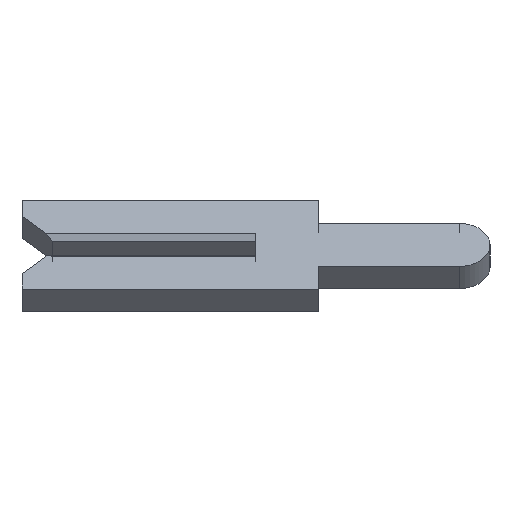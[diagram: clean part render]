
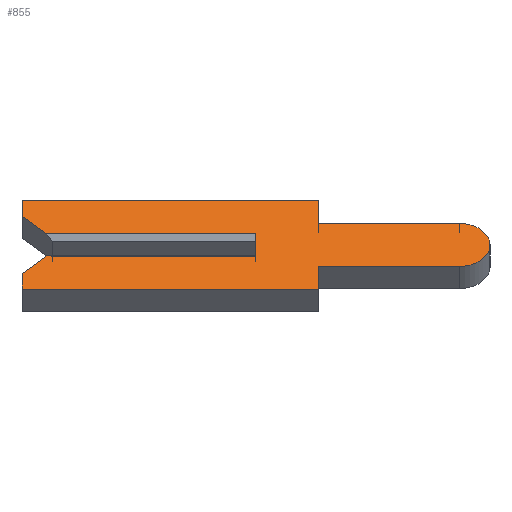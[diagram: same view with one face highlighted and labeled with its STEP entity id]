
A CAD part, left-side view. The second image highlights one B-rep face of the part: STEP entity #855.
In plain terms, the highlighted face is planar.
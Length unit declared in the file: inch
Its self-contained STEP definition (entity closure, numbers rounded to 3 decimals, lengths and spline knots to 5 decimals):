
#7 = EDGE_CURVE ( 'NONE', #1134, #1610, #468, .T. ) ;
#36 = VERTEX_POINT ( 'NONE', #183 ) ;
#50 = CARTESIAN_POINT ( 'NONE',  ( -0.01, -0.1305, -0.01 ) ) ;
#74 = CARTESIAN_POINT ( 'NONE',  ( -0.01, 0.15, 0.026 ) ) ;
#75 = VECTOR ( 'NONE', #1147, 39.37008 ) ;
#80 = ORIENTED_EDGE ( 'NONE', *, *, #123, .F. ) ;
#96 = CARTESIAN_POINT ( 'NONE',  ( -0.01, -0.04, 0.0195 ) ) ;
#99 = CARTESIAN_POINT ( 'NONE',  ( -0.01, -0.1305, 0. ) ) ;
#115 = LINE ( 'NONE', #96, #429 ) ;
#119 = DIRECTION ( 'NONE',  ( 0., 0., -1. ) ) ;
#123 = EDGE_CURVE ( 'NONE', #621, #791, #1191, .T. ) ;
#131 = VECTOR ( 'NONE', #1722, 39.37008 ) ;
#141 = CARTESIAN_POINT ( 'NONE',  ( -0.01, 0.15, -0.026 ) ) ;
#156 = EDGE_CURVE ( 'NONE', #1239, #1427, #1211, .T. ) ;
#169 = LINE ( 'NONE', #1737, #1115 ) ;
#183 = CARTESIAN_POINT ( 'NONE',  ( -0.01, 0.15, -0.04 ) ) ;
#188 = DIRECTION ( 'NONE',  ( 0., 1., 0. ) ) ;
#192 = CARTESIAN_POINT ( 'NONE',  ( -0.01, 0.15, 0.01 ) ) ;
#214 = ORIENTED_EDGE ( 'NONE', *, *, #737, .F. ) ;
#222 = DIRECTION ( 'NONE',  ( 0., -1., 0. ) ) ;
#233 = DIRECTION ( 'NONE',  ( 0., 0., 1. ) ) ;
#252 = AXIS2_PLACEMENT_3D ( 'NONE', #99, #358, #119 ) ;
#321 = VECTOR ( 'NONE', #1514, 39.37008 ) ;
#331 = CARTESIAN_POINT ( 'NONE',  ( -0.01, 0.15, -0.04 ) ) ;
#334 = EDGE_CURVE ( 'NONE', #1196, #36, #638, .T. ) ;
#344 = CARTESIAN_POINT ( 'NONE',  ( -0.01, 0.1305, -0.0065 ) ) ;
#345 = ORIENTED_EDGE ( 'NONE', *, *, #1480, .T. ) ;
#358 = DIRECTION ( 'NONE',  ( 1., 0., 0. ) ) ;
#378 = DIRECTION ( 'NONE',  ( 0., 0., -1. ) ) ;
#389 = LINE ( 'NONE', #141, #321 ) ;
#413 = CARTESIAN_POINT ( 'NONE',  ( -0.01, 0.134, -0.01 ) ) ;
#429 = VECTOR ( 'NONE', #222, 39.37008 ) ;
#433 = VERTEX_POINT ( 'NONE', #1283 ) ;
#460 = EDGE_CURVE ( 'NONE', #1633, #1196, #1556, .T. ) ;
#468 = LINE ( 'NONE', #867, #1626 ) ;
#470 = AXIS2_PLACEMENT_3D ( 'NONE', #1389, #576, #722 ) ;
#478 = DIRECTION ( 'NONE',  ( 0., 0.707, 0.707 ) ) ;
#480 = CARTESIAN_POINT ( 'NONE',  ( -0.01, -0.04, 0.04 ) ) ;
#488 = DIRECTION ( 'NONE',  ( 0., 0., -1. ) ) ;
#490 = PLANE ( 'NONE',  #252 ) ;
#512 = ORIENTED_EDGE ( 'NONE', *, *, #958, .F. ) ;
#526 = VECTOR ( 'NONE', #1273, 39.37008 ) ;
#570 = LINE ( 'NONE', #192, #660 ) ;
#576 = DIRECTION ( 'NONE',  ( 1., 0., 0. ) ) ;
#606 = ORIENTED_EDGE ( 'NONE', *, *, #1596, .F. ) ;
#621 = VERTEX_POINT ( 'NONE', #1166 ) ;
#635 = VECTOR ( 'NONE', #1696, 39.37008 ) ;
#638 = LINE ( 'NONE', #331, #806 ) ;
#660 = VECTOR ( 'NONE', #1123, 39.37008 ) ;
#701 = EDGE_CURVE ( 'NONE', #433, #1582, #115, .T. ) ;
#712 = CARTESIAN_POINT ( 'NONE',  ( -0.01, -0.04, -0.04 ) ) ;
#722 = DIRECTION ( 'NONE',  ( 0., 0., -1. ) ) ;
#731 = CARTESIAN_POINT ( 'NONE',  ( -0.01, 0.15, 0.04 ) ) ;
#737 = EDGE_CURVE ( 'NONE', #1427, #1134, #169, .T. ) ;
#741 = CARTESIAN_POINT ( 'NONE',  ( -0.01, -0.1305, 0.0195 ) ) ;
#745 = CARTESIAN_POINT ( 'NONE',  ( -0.01, 0., 0.0065 ) ) ;
#753 = ORIENTED_EDGE ( 'NONE', *, *, #334, .F. ) ;
#763 = EDGE_CURVE ( 'NONE', #1610, #433, #772, .T. ) ;
#764 = CARTESIAN_POINT ( 'NONE',  ( -0.01, 0.1305, 0.0065 ) ) ;
#766 = CARTESIAN_POINT ( 'NONE',  ( -0.01, 0.15, -0.026 ) ) ;
#772 = LINE ( 'NONE', #907, #1443 ) ;
#791 = VERTEX_POINT ( 'NONE', #1442 ) ;
#806 = VECTOR ( 'NONE', #188, 39.37008 ) ;
#828 = VERTEX_POINT ( 'NONE', #959 ) ;
#829 = EDGE_LOOP ( 'NONE', ( #345, #80, #1010, #1424, #512, #753, #1069, #606, #1260, #973, #995, #1470, #214, #1488 ) ) ;
#855 = ADVANCED_FACE ( 'NONE', ( #1624 ), #490, .F. ) ;
#867 = CARTESIAN_POINT ( 'NONE',  ( -0.01, 0.15, 0.04 ) ) ;
#871 = LINE ( 'NONE', #1552, #526 ) ;
#890 = CIRCLE ( 'NONE', #470, 0.0195 ) ;
#907 = CARTESIAN_POINT ( 'NONE',  ( -0.01, -0.04, 0.04 ) ) ;
#929 = LINE ( 'NONE', #344, #131 ) ;
#958 = EDGE_CURVE ( 'NONE', #36, #1608, #389, .T. ) ;
#959 = CARTESIAN_POINT ( 'NONE',  ( -0.01, -0.1305, -0.0195 ) ) ;
#973 = ORIENTED_EDGE ( 'NONE', *, *, #701, .F. ) ;
#994 = DIRECTION ( 'NONE',  ( 0., -1., 0. ) ) ;
#995 = ORIENTED_EDGE ( 'NONE', *, *, #763, .F. ) ;
#1010 = ORIENTED_EDGE ( 'NONE', *, *, #1162, .F. ) ;
#1026 = VECTOR ( 'NONE', #478, 39.37008 ) ;
#1028 = VERTEX_POINT ( 'NONE', #413 ) ;
#1069 = ORIENTED_EDGE ( 'NONE', *, *, #460, .F. ) ;
#1115 = VECTOR ( 'NONE', #233, 39.37008 ) ;
#1123 = DIRECTION ( 'NONE',  ( 0., -1., 0. ) ) ;
#1134 = VERTEX_POINT ( 'NONE', #731 ) ;
#1147 = DIRECTION ( 'NONE',  ( 0., 0., 1. ) ) ;
#1162 = EDGE_CURVE ( 'NONE', #1028, #621, #1742, .T. ) ;
#1166 = CARTESIAN_POINT ( 'NONE',  ( -0.01, 0., -0.01 ) ) ;
#1191 = LINE ( 'NONE', #745, #75 ) ;
#1196 = VERTEX_POINT ( 'NONE', #712 ) ;
#1211 = LINE ( 'NONE', #764, #1026 ) ;
#1239 = VERTEX_POINT ( 'NONE', #1524 ) ;
#1260 = ORIENTED_EDGE ( 'NONE', *, *, #1261, .F. ) ;
#1261 = EDGE_CURVE ( 'NONE', #1582, #828, #890, .T. ) ;
#1273 = DIRECTION ( 'NONE',  ( 0., 1., 0. ) ) ;
#1283 = CARTESIAN_POINT ( 'NONE',  ( -0.01, -0.04, 0.0195 ) ) ;
#1389 = CARTESIAN_POINT ( 'NONE',  ( -0.01, -0.1305, 0. ) ) ;
#1398 = VECTOR ( 'NONE', #378, 39.37008 ) ;
#1424 = ORIENTED_EDGE ( 'NONE', *, *, #1457, .F. ) ;
#1427 = VERTEX_POINT ( 'NONE', #74 ) ;
#1442 = CARTESIAN_POINT ( 'NONE',  ( -0.01, 0., 0.01 ) ) ;
#1443 = VECTOR ( 'NONE', #488, 39.37008 ) ;
#1456 = CARTESIAN_POINT ( 'NONE',  ( -0.01, -0.04, -0.0195 ) ) ;
#1457 = EDGE_CURVE ( 'NONE', #1608, #1028, #929, .T. ) ;
#1470 = ORIENTED_EDGE ( 'NONE', *, *, #7, .F. ) ;
#1480 = EDGE_CURVE ( 'NONE', #1239, #791, #570, .T. ) ;
#1488 = ORIENTED_EDGE ( 'NONE', *, *, #156, .F. ) ;
#1514 = DIRECTION ( 'NONE',  ( 0., 0., 1. ) ) ;
#1524 = CARTESIAN_POINT ( 'NONE',  ( -0.01, 0.134, 0.01 ) ) ;
#1552 = CARTESIAN_POINT ( 'NONE',  ( -0.01, -0.04, -0.0195 ) ) ;
#1556 = LINE ( 'NONE', #1732, #1398 ) ;
#1582 = VERTEX_POINT ( 'NONE', #741 ) ;
#1596 = EDGE_CURVE ( 'NONE', #828, #1633, #871, .T. ) ;
#1608 = VERTEX_POINT ( 'NONE', #766 ) ;
#1610 = VERTEX_POINT ( 'NONE', #480 ) ;
#1624 = FACE_OUTER_BOUND ( 'NONE', #829, .T. ) ;
#1626 = VECTOR ( 'NONE', #994, 39.37008 ) ;
#1633 = VERTEX_POINT ( 'NONE', #1456 ) ;
#1696 = DIRECTION ( 'NONE',  ( 0., -1., 0. ) ) ;
#1722 = DIRECTION ( 'NONE',  ( 0., -0.707, 0.707 ) ) ;
#1732 = CARTESIAN_POINT ( 'NONE',  ( -0.01, -0.04, -0.04 ) ) ;
#1737 = CARTESIAN_POINT ( 'NONE',  ( -0.01, 0.15, 0.026 ) ) ;
#1742 = LINE ( 'NONE', #50, #635 ) ;
